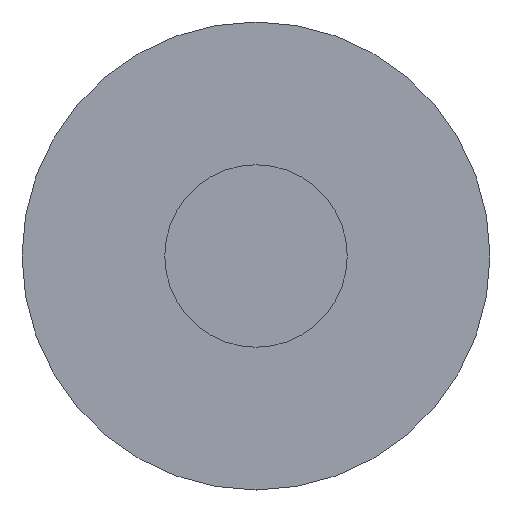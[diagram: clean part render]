
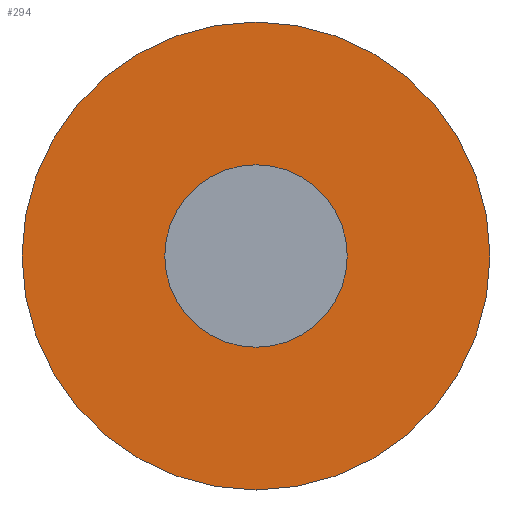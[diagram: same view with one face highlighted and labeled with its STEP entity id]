
A CAD part, front view. The second image highlights one B-rep face of the part: STEP entity #294.
In plain terms, the highlighted planar face has unit normal (0, -1, 0).
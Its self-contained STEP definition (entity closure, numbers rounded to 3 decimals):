
#11 = EDGE_CURVE ( 'NONE', #85, #145, #51, .T. ) ;
#22 = CARTESIAN_POINT ( 'NONE',  ( 0., -15., 1.95 ) ) ;
#24 = DIRECTION ( 'NONE',  ( 0., 0., 1. ) ) ;
#30 = EDGE_CURVE ( 'NONE', #145, #85, #58, .T. ) ;
#35 = VERTEX_POINT ( 'NONE', #102 ) ;
#37 = ORIENTED_EDGE ( 'NONE', *, *, #11, .F. ) ;
#38 = CARTESIAN_POINT ( 'NONE',  ( 0., -15., 0. ) ) ;
#41 = PLANE ( 'NONE',  #331 ) ;
#45 = CARTESIAN_POINT ( 'NONE',  ( 0., -15., 5. ) ) ;
#51 = CIRCLE ( 'NONE', #262, 5. ) ;
#58 = CIRCLE ( 'NONE', #288, 5. ) ;
#64 = DIRECTION ( 'NONE',  ( 0., 1., 0. ) ) ;
#66 = AXIS2_PLACEMENT_3D ( 'NONE', #77, #312, #24 ) ;
#69 = DIRECTION ( 'NONE',  ( 0., 0., 1. ) ) ;
#71 = DIRECTION ( 'NONE',  ( 0., 0., 1. ) ) ;
#77 = CARTESIAN_POINT ( 'NONE',  ( 0., -15., 0. ) ) ;
#85 = VERTEX_POINT ( 'NONE', #253 ) ;
#88 = EDGE_LOOP ( 'NONE', ( #222, #196 ) ) ;
#89 = VERTEX_POINT ( 'NONE', #22 ) ;
#102 = CARTESIAN_POINT ( 'NONE',  ( 0., -15., -1.95 ) ) ;
#117 = FACE_OUTER_BOUND ( 'NONE', #317, .T. ) ;
#143 = CIRCLE ( 'NONE', #244, 1.95 ) ;
#145 = VERTEX_POINT ( 'NONE', #200 ) ;
#151 = DIRECTION ( 'NONE',  ( 0., 1., 0. ) ) ;
#176 = DIRECTION ( 'NONE',  ( 0., 0., -1. ) ) ;
#177 = CARTESIAN_POINT ( 'NONE',  ( 0., -15., 0. ) ) ;
#196 = ORIENTED_EDGE ( 'NONE', *, *, #289, .T. ) ;
#200 = CARTESIAN_POINT ( 'NONE',  ( 0., -15., -5. ) ) ;
#206 = CARTESIAN_POINT ( 'NONE',  ( 0., -15., 0. ) ) ;
#217 = EDGE_CURVE ( 'NONE', #89, #35, #270, .T. ) ;
#222 = ORIENTED_EDGE ( 'NONE', *, *, #217, .T. ) ;
#224 = DIRECTION ( 'NONE',  ( 0., 1., 0. ) ) ;
#229 = FACE_BOUND ( 'NONE', #88, .T. ) ;
#237 = DIRECTION ( 'NONE',  ( 0., -1., 0. ) ) ;
#244 = AXIS2_PLACEMENT_3D ( 'NONE', #206, #64, #71 ) ;
#253 = CARTESIAN_POINT ( 'NONE',  ( 0., -15., 5. ) ) ;
#262 = AXIS2_PLACEMENT_3D ( 'NONE', #38, #151, #306 ) ;
#270 = CIRCLE ( 'NONE', #66, 1.95 ) ;
#288 = AXIS2_PLACEMENT_3D ( 'NONE', #177, #224, #69 ) ;
#289 = EDGE_CURVE ( 'NONE', #35, #89, #143, .T. ) ;
#294 = ADVANCED_FACE ( 'NONE', ( #229, #117 ), #41, .T. ) ;
#306 = DIRECTION ( 'NONE',  ( 0., 0., 1. ) ) ;
#312 = DIRECTION ( 'NONE',  ( 0., 1., 0. ) ) ;
#317 = EDGE_LOOP ( 'NONE', ( #37, #319 ) ) ;
#319 = ORIENTED_EDGE ( 'NONE', *, *, #30, .F. ) ;
#331 = AXIS2_PLACEMENT_3D ( 'NONE', #45, #237, #176 ) ;
